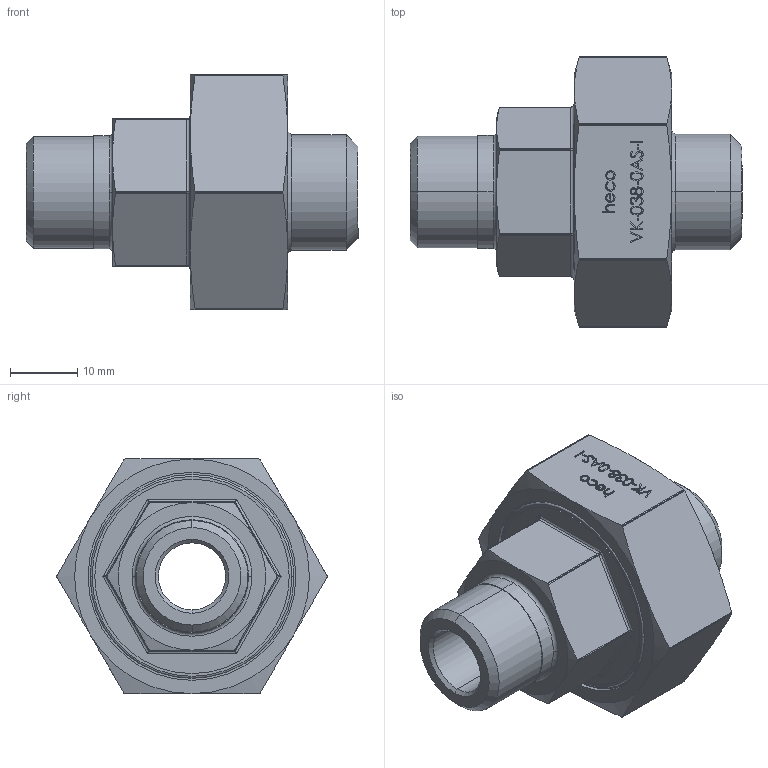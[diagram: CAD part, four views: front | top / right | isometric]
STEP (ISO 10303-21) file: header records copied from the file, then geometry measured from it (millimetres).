
FILE_DESCRIPTION (( 'STEP AP214' ), '1' );
FILE_NAME ('heco_VK-038-0AS-I.STEP', '2016-09-21T09:42:55', ( '' ), ( '' ), 'SwSTEP 2.0', 'SolidWorks 2016', '' );
FILE_SCHEMA (( 'AUTOMOTIVE_DESIGN' ));
Length unit declared in the file: millimetre
Products named in the file (1): heco_VK-038-0AS-I
Bounding box: 49.5 x 40.32 x 35.1 mm (x, y, z)
Volume: 17630.9 mm3; surface area: 7976.4 mm2
Topology: 1 solids, 1 shells, 307 faces, 772 edges, 492 vertices
Faces by surface type: plane 108, bspline 105, cylinder 54, cone 36, torus 4
Entity records: 16544 total; most frequent: CARTESIAN_POINT 8123, ORIENTED_EDGE 1532, DIRECTION 948, EDGE_CURVE 766, VERTEX_POINT 492, VECTOR 378, LINE 378, EDGE_LOOP 340
